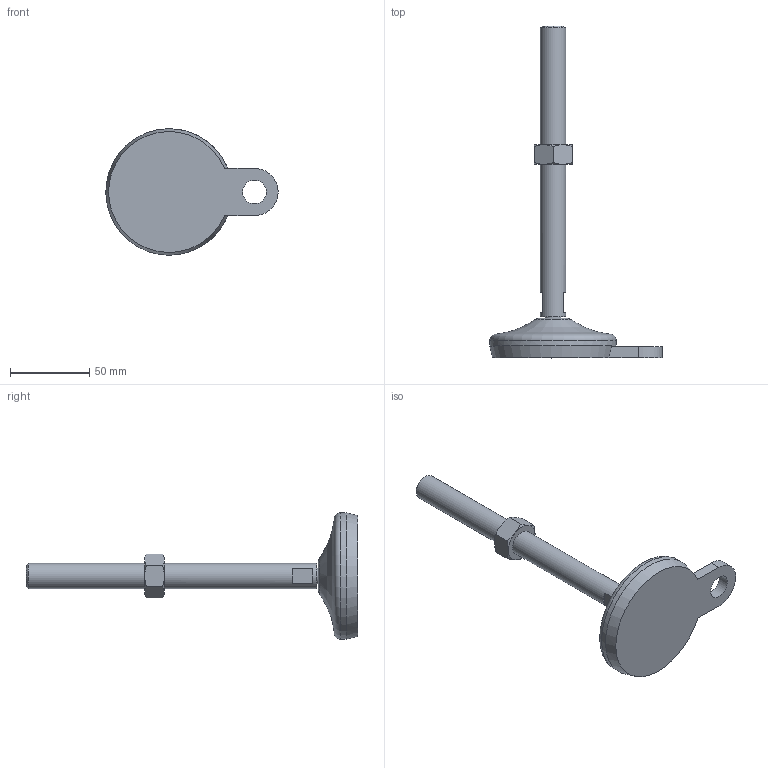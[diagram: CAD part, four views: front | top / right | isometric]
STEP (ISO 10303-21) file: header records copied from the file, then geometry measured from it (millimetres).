
FILE_DESCRIPTION( ( 'STEP AP214' ), '1' );
FILE_NAME( 'K0739.2208016X1750.stp', '2020-12-09T15:16:22', ( '' ), ( '' ), ' ', 'PARTsolutions', ' ' );
FILE_SCHEMA( ( 'AUTOMOTIVE_DESIGN { 1 0 10303 214 1 1 1 1 }' ) );
Length unit declared in the file: millimetre
Products named in the file (1): _K0739.2208016X1750
Bounding box: 109 x 210 x 80 mm (x, y, z)
Volume: 131610.8 mm3; surface area: 25662.3 mm2
Topology: 1 solids, 1 shells, 44 faces, 91 edges, 55 vertices
Faces by surface type: plane 21, cone 14, cylinder 6, torus 2, bspline 1
Full cylindrical faces by diameter (mm): 10 x1, 15 x1, 16 x2, 80 x1
Entity records: 1587 total; most frequent: CARTESIAN_POINT 356, DIRECTION 176, ORIENTED_EDGE 160, EDGE_CURVE 80, AXIS2_PLACEMENT_3D 78, EDGE_LOOP 62, VERTEX_POINT 54, FACE_OUTER_BOUND 52
